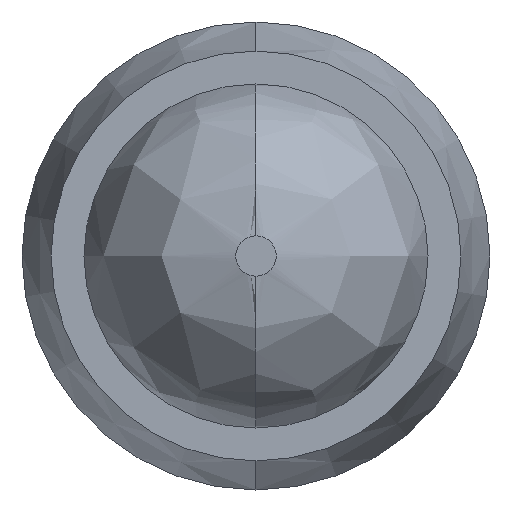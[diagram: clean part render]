
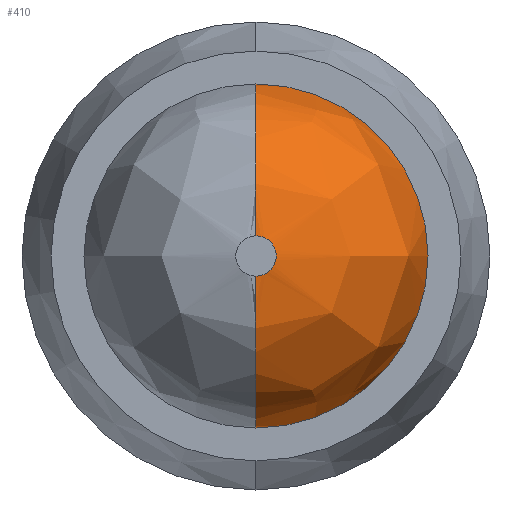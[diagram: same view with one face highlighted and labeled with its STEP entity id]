
A CAD part, left-side view. The second image highlights one B-rep face of the part: STEP entity #410.
In plain terms, the highlighted free-form (B-spline) face has degree [3, 3] with [4, 4] control points.
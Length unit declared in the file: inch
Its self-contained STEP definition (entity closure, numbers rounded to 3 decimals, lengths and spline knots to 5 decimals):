
#20 = EDGE_LOOP ( 'NONE', ( #660, #698, #122, #693 ) ) ;
#22 = CARTESIAN_POINT ( 'NONE',  ( -0.32, 0., 0.034 ) ) ;
#78 = CARTESIAN_POINT ( 'NONE',  ( -0.35, -0.04315, 0.02157 ) ) ;
#103 = VERTEX_POINT ( 'NONE', #492 ) ;
#104 = CARTESIAN_POINT ( 'NONE',  ( -0.35, 0., -0.004 ) ) ;
#122 = ORIENTED_EDGE ( 'NONE', *, *, #372, .T. ) ;
#144 = CARTESIAN_POINT ( 'NONE',  ( -0.35, 0., -0.02157 ) ) ;
#178 = CARTESIAN_POINT ( 'NONE',  ( -0.32, -0.068, 0.034 ) ) ;
#180 = CARTESIAN_POINT ( 'NONE',  ( -0.32, 0., 0.004 ) ) ;
#202 = CARTESIAN_POINT ( 'NONE',  ( -0.35, -0.008, 0.004 ) ) ;
#205 = VERTEX_POINT ( 'NONE', #536 ) ;
#234 = CARTESIAN_POINT ( 'NONE',  ( -0.32, 0., -0.034 ) ) ;
#235 = DIRECTION ( 'NONE',  ( 0., 0., 1. ) ) ;
#248 = VERTEX_POINT ( 'NONE', #22 ) ;
#256 = CARTESIAN_POINT ( 'NONE',  ( -0.35, 0., -0.004 ) ) ;
#262 = DIRECTION ( 'NONE',  ( 0., 1., 0. ) ) ;
#284 = CARTESIAN_POINT ( 'NONE',  ( -0.32, 0., 0.034 ) ) ;
#285 = CARTESIAN_POINT ( 'NONE',  ( -0.33757, -0.068, 0.034 ) ) ;
#321 = CARTESIAN_POINT ( 'NONE',  ( -0.35, 0., 0.004 ) ) ;
#336 = AXIS2_PLACEMENT_3D ( 'NONE', #180, #566, #235 ) ;
#339 = CARTESIAN_POINT ( 'NONE',  ( -0.35, -0.008, 0.004 ) ) ;
#342 = CARTESIAN_POINT ( 'NONE',  ( -0.32, 0., 0. ) ) ;
#350 = CARTESIAN_POINT ( 'NONE',  ( -0.33757, 0., -0.034 ) ) ;
#372 = EDGE_CURVE ( 'NONE', #439, #205, #725, .T. ) ;
#376 = EDGE_CURVE ( 'NONE', #248, #103, #688, .T. ) ;
#392 = DIRECTION ( 'NONE',  ( 0., 0., -1. ) ) ;
#410 = ADVANCED_FACE ( 'NONE', ( #677 ), #468, .T. ) ;
#423 = CARTESIAN_POINT ( 'NONE',  ( -0.35, 0., 0.02157 ) ) ;
#437 = AXIS2_PLACEMENT_3D ( 'NONE', #587, #262, #656 ) ;
#438 = EDGE_CURVE ( 'NONE', #103, #205, #647, .T. ) ;
#439 = VERTEX_POINT ( 'NONE', #321 ) ;
#450 = CARTESIAN_POINT ( 'NONE',  ( -0.35, -0.008, -0.004 ) ) ;
#468 =( BOUNDED_SURFACE ( )  B_SPLINE_SURFACE ( 3, 3, ( 
 ( #284, #178, #565, #234 ),
 ( #621, #285, #695, #350 ),
 ( #423, #78, #488, #144 ),
 ( #534, #202, #585, #256 ) ),
 .UNSPECIFIED., .F., .F., .T. ) 
 B_SPLINE_SURFACE_WITH_KNOTS ( ( 4, 4 ),
 ( 4, 4 ),
 ( 0., 1. ),
 ( 0., 1. ),
 .UNSPECIFIED. ) 
 GEOMETRIC_REPRESENTATION_ITEM ( )  RATIONAL_B_SPLINE_SURFACE ( (
 ( 1., 0.333, 0.333, 1.),
 ( 0.805, 0.268, 0.268, 0.805),
 ( 0.805, 0.268, 0.268, 0.805),
 ( 1., 0.333, 0.333, 1.) ) ) 
 REPRESENTATION_ITEM ( '' )  SURFACE ( )  );
#488 = CARTESIAN_POINT ( 'NONE',  ( -0.35, -0.04315, -0.02157 ) ) ;
#492 = CARTESIAN_POINT ( 'NONE',  ( -0.32, 0., -0.034 ) ) ;
#528 = EDGE_CURVE ( 'NONE', #248, #439, #617, .T. ) ;
#534 = CARTESIAN_POINT ( 'NONE',  ( -0.35, 0., 0.004 ) ) ;
#536 = CARTESIAN_POINT ( 'NONE',  ( -0.35, 0., -0.004 ) ) ;
#541 = AXIS2_PLACEMENT_3D ( 'NONE', #342, #736, #392 ) ;
#565 = CARTESIAN_POINT ( 'NONE',  ( -0.32, -0.068, -0.034 ) ) ;
#566 = DIRECTION ( 'NONE',  ( 0., -1., 0. ) ) ;
#585 = CARTESIAN_POINT ( 'NONE',  ( -0.35, -0.008, -0.004 ) ) ;
#587 = CARTESIAN_POINT ( 'NONE',  ( -0.32, 0., -0.004 ) ) ;
#617 = CIRCLE ( 'NONE', #336, 0.03 ) ;
#621 = CARTESIAN_POINT ( 'NONE',  ( -0.33757, 0., 0.034 ) ) ;
#647 = CIRCLE ( 'NONE', #437, 0.03 ) ;
#656 = DIRECTION ( 'NONE',  ( 0., 0., -1. ) ) ;
#660 = ORIENTED_EDGE ( 'NONE', *, *, #376, .F. ) ;
#677 = FACE_OUTER_BOUND ( 'NONE', #20, .T. ) ;
#688 = CIRCLE ( 'NONE', #541, 0.034 ) ;
#693 = ORIENTED_EDGE ( 'NONE', *, *, #438, .F. ) ;
#695 = CARTESIAN_POINT ( 'NONE',  ( -0.33757, -0.068, -0.034 ) ) ;
#698 = ORIENTED_EDGE ( 'NONE', *, *, #528, .T. ) ;
#725 =( BOUNDED_CURVE ( )  B_SPLINE_CURVE ( 3, ( #734, #339, #450, #104 ),
 .UNSPECIFIED., .F., .F. ) 
 B_SPLINE_CURVE_WITH_KNOTS ( ( 4, 4 ),
 ( 0.5, 1. ),
 .UNSPECIFIED. ) 
 CURVE ( )  GEOMETRIC_REPRESENTATION_ITEM ( )  RATIONAL_B_SPLINE_CURVE ( ( 1., 0.333, 0.333, 1. ) ) 
 REPRESENTATION_ITEM ( '' )  );
#734 = CARTESIAN_POINT ( 'NONE',  ( -0.35, 0., 0.004 ) ) ;
#736 = DIRECTION ( 'NONE',  ( 1., 0., 0. ) ) ;
